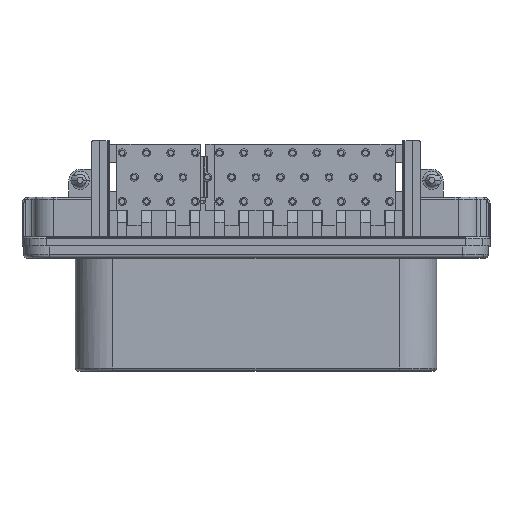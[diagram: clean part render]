
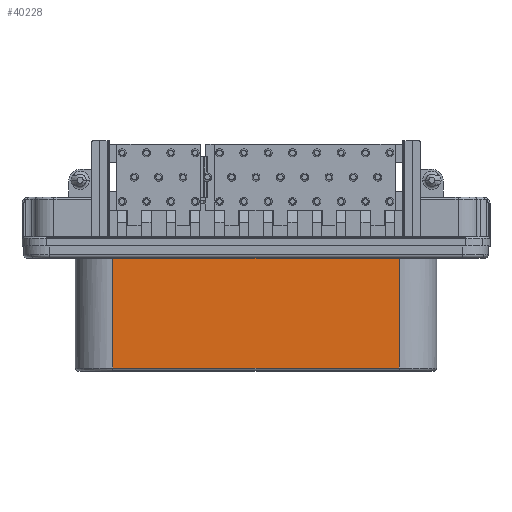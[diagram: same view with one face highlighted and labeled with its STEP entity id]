
A CAD part, top view. The second image highlights one B-rep face of the part: STEP entity #40228.
In plain terms, the highlighted planar face has unit normal (0, 0, 1).
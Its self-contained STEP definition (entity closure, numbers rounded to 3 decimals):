
#223 = LINE ( 'NONE', #1185, #12100 ) ;
#1106 = LINE ( 'NONE', #49799, #34880 ) ;
#1185 = CARTESIAN_POINT ( 'NONE',  ( -23.5, -2.8, 0. ) ) ;
#2308 = CARTESIAN_POINT ( 'NONE',  ( 11.75, -2.5, 0. ) ) ;
#2958 = EDGE_CURVE ( 'NONE', #28142, #7846, #5051, .T. ) ;
#3239 = CARTESIAN_POINT ( 'NONE',  ( -23.5, -2.5, 0. ) ) ;
#4044 = LINE ( 'NONE', #2308, #37836 ) ;
#4595 = EDGE_CURVE ( 'NONE', #35918, #31873, #44186, .T. ) ;
#4973 = AXIS2_PLACEMENT_3D ( 'NONE', #6348, #11414, #16420 ) ;
#5051 = LINE ( 'NONE', #43145, #9804 ) ;
#5749 = DIRECTION ( 'NONE',  ( 1., 0., 0. ) ) ;
#6348 = CARTESIAN_POINT ( 'NONE',  ( 23.5, -2.8, 0. ) ) ;
#6904 = VECTOR ( 'NONE', #25819, 1000. ) ;
#7333 = ORIENTED_EDGE ( 'NONE', *, *, #18669, .F. ) ;
#7694 = CARTESIAN_POINT ( 'NONE',  ( -1.5, -3.5, 0. ) ) ;
#7846 = VERTEX_POINT ( 'NONE', #9645 ) ;
#8998 = CARTESIAN_POINT ( 'NONE',  ( -18., -2.5, 0. ) ) ;
#9645 = CARTESIAN_POINT ( 'NONE',  ( -18., -3.5, 0. ) ) ;
#9804 = VECTOR ( 'NONE', #37881, 1000. ) ;
#10078 = CARTESIAN_POINT ( 'NONE',  ( -14., -3.5, 0. ) ) ;
#10458 = ORIENTED_EDGE ( 'NONE', *, *, #22721, .F. ) ;
#11414 = DIRECTION ( 'NONE',  ( 0., 0., 1. ) ) ;
#11511 = CARTESIAN_POINT ( 'NONE',  ( 18., -3.5, 0. ) ) ;
#11707 = VERTEX_POINT ( 'NONE', #27636 ) ;
#12069 = CARTESIAN_POINT ( 'NONE',  ( 11.75, -21.55, 0. ) ) ;
#12100 = VECTOR ( 'NONE', #36396, 1000. ) ;
#12588 = CARTESIAN_POINT ( 'NONE',  ( 23.5, -2.8, 0. ) ) ;
#12668 = VECTOR ( 'NONE', #56333, 1000. ) ;
#12708 = VECTOR ( 'NONE', #21791, 1000. ) ;
#12716 = EDGE_CURVE ( 'NONE', #43825, #31873, #17300, .T. ) ;
#12959 = VECTOR ( 'NONE', #49584, 1000. ) ;
#14557 = VERTEX_POINT ( 'NONE', #38609 ) ;
#14839 = EDGE_CURVE ( 'NONE', #28027, #7846, #52479, .T. ) ;
#15086 = EDGE_LOOP ( 'NONE', ( #31931, #24009, #19131, #7333, #18484, #50592, #17162, #55094, #43616, #32923, #10458, #61590 ) ) ;
#16420 = DIRECTION ( 'NONE',  ( 1., 0., 0. ) ) ;
#17162 = ORIENTED_EDGE ( 'NONE', *, *, #2958, .T. ) ;
#17300 = LINE ( 'NONE', #12588, #35413 ) ;
#18484 = ORIENTED_EDGE ( 'NONE', *, *, #52197, .F. ) ;
#18578 = EDGE_CURVE ( 'NONE', #28142, #35969, #21510, .T. ) ;
#18669 = EDGE_CURVE ( 'NONE', #45880, #11707, #1106, .T. ) ;
#19131 = ORIENTED_EDGE ( 'NONE', *, *, #36666, .T. ) ;
#19773 = DIRECTION ( 'NONE',  ( 0., -1., 0. ) ) ;
#20673 = CARTESIAN_POINT ( 'NONE',  ( 11.75, -2.5, 0. ) ) ;
#20686 = EDGE_CURVE ( 'NONE', #43376, #35918, #52693, .T. ) ;
#21510 = LINE ( 'NONE', #64910, #12959 ) ;
#21791 = DIRECTION ( 'NONE',  ( 0., 1., 0. ) ) ;
#22581 = LINE ( 'NONE', #61298, #6904 ) ;
#22680 = DIRECTION ( 'NONE',  ( 0., 1., 0. ) ) ;
#22721 = EDGE_CURVE ( 'NONE', #43825, #14557, #51936, .T. ) ;
#24009 = ORIENTED_EDGE ( 'NONE', *, *, #20686, .F. ) ;
#24970 = DIRECTION ( 'NONE',  ( 0., -1., 0. ) ) ;
#25819 = DIRECTION ( 'NONE',  ( 1., 0., 0. ) ) ;
#26513 = VERTEX_POINT ( 'NONE', #3239 ) ;
#27636 = CARTESIAN_POINT ( 'NONE',  ( 14., -3.5, 0. ) ) ;
#27828 = DIRECTION ( 'NONE',  ( 1., 0., 0. ) ) ;
#28027 = VERTEX_POINT ( 'NONE', #8998 ) ;
#28142 = VERTEX_POINT ( 'NONE', #10078 ) ;
#31873 = VERTEX_POINT ( 'NONE', #50697 ) ;
#31931 = ORIENTED_EDGE ( 'NONE', *, *, #4595, .F. ) ;
#32923 = ORIENTED_EDGE ( 'NONE', *, *, #50146, .F. ) ;
#33581 = CARTESIAN_POINT ( 'NONE',  ( -14., -2.5, 0. ) ) ;
#34880 = VECTOR ( 'NONE', #19773, 1000. ) ;
#35413 = VECTOR ( 'NONE', #22680, 1000. ) ;
#35918 = VERTEX_POINT ( 'NONE', #42122 ) ;
#35969 = VERTEX_POINT ( 'NONE', #33581 ) ;
#36067 = VECTOR ( 'NONE', #24970, 1000. ) ;
#36396 = DIRECTION ( 'NONE',  ( 0., 1., 0. ) ) ;
#36655 = CARTESIAN_POINT ( 'NONE',  ( 23.5, -21.55, 0. ) ) ;
#36666 = EDGE_CURVE ( 'NONE', #43376, #11707, #41876, .T. ) ;
#37545 = DIRECTION ( 'NONE',  ( -1., 0., 0. ) ) ;
#37836 = VECTOR ( 'NONE', #27828, 1000. ) ;
#37881 = DIRECTION ( 'NONE',  ( -1., 0., 0. ) ) ;
#38609 = CARTESIAN_POINT ( 'NONE',  ( -23.5, -21.55, 0. ) ) ;
#40228 = ADVANCED_FACE ( 'NONE', ( #63940 ), #56319, .T. ) ;
#41474 = CARTESIAN_POINT ( 'NONE',  ( 14., -2.5, 0. ) ) ;
#41876 = LINE ( 'NONE', #7694, #49731 ) ;
#42122 = CARTESIAN_POINT ( 'NONE',  ( 18., -2.5, 0. ) ) ;
#43145 = CARTESIAN_POINT ( 'NONE',  ( -14., -3.5, 0. ) ) ;
#43376 = VERTEX_POINT ( 'NONE', #11511 ) ;
#43616 = ORIENTED_EDGE ( 'NONE', *, *, #47384, .F. ) ;
#43825 = VERTEX_POINT ( 'NONE', #36655 ) ;
#44186 = LINE ( 'NONE', #20673, #57474 ) ;
#45880 = VERTEX_POINT ( 'NONE', #41474 ) ;
#46368 = CARTESIAN_POINT ( 'NONE',  ( 18., -3.5, 0. ) ) ;
#47384 = EDGE_CURVE ( 'NONE', #26513, #28027, #22581, .T. ) ;
#49584 = DIRECTION ( 'NONE',  ( 0., 1., 0. ) ) ;
#49731 = VECTOR ( 'NONE', #37545, 1000. ) ;
#49799 = CARTESIAN_POINT ( 'NONE',  ( 14., -2.5, 0. ) ) ;
#50146 = EDGE_CURVE ( 'NONE', #14557, #26513, #223, .T. ) ;
#50592 = ORIENTED_EDGE ( 'NONE', *, *, #18578, .F. ) ;
#50697 = CARTESIAN_POINT ( 'NONE',  ( 23.5, -2.5, 0. ) ) ;
#51936 = LINE ( 'NONE', #12069, #12668 ) ;
#52197 = EDGE_CURVE ( 'NONE', #35969, #45880, #4044, .T. ) ;
#52479 = LINE ( 'NONE', #54756, #36067 ) ;
#52693 = LINE ( 'NONE', #46368, #12708 ) ;
#54756 = CARTESIAN_POINT ( 'NONE',  ( -18., -3.5, 0. ) ) ;
#55094 = ORIENTED_EDGE ( 'NONE', *, *, #14839, .F. ) ;
#56319 = PLANE ( 'NONE',  #4973 ) ;
#56333 = DIRECTION ( 'NONE',  ( -1., 0., 0. ) ) ;
#57474 = VECTOR ( 'NONE', #5749, 1000. ) ;
#61298 = CARTESIAN_POINT ( 'NONE',  ( 11.75, -2.5, 0. ) ) ;
#61590 = ORIENTED_EDGE ( 'NONE', *, *, #12716, .T. ) ;
#63940 = FACE_OUTER_BOUND ( 'NONE', #15086, .T. ) ;
#64910 = CARTESIAN_POINT ( 'NONE',  ( -14., -3.5, 0. ) ) ;
